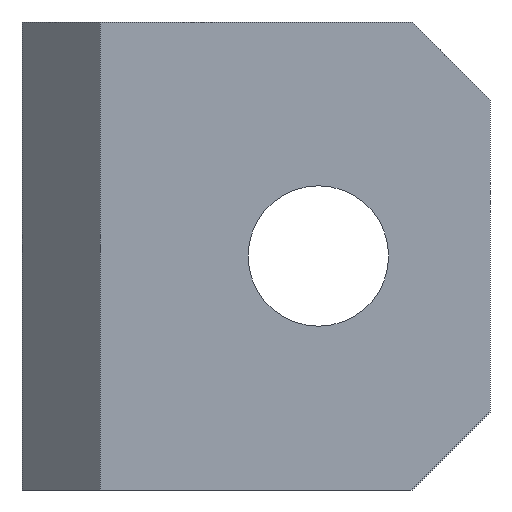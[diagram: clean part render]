
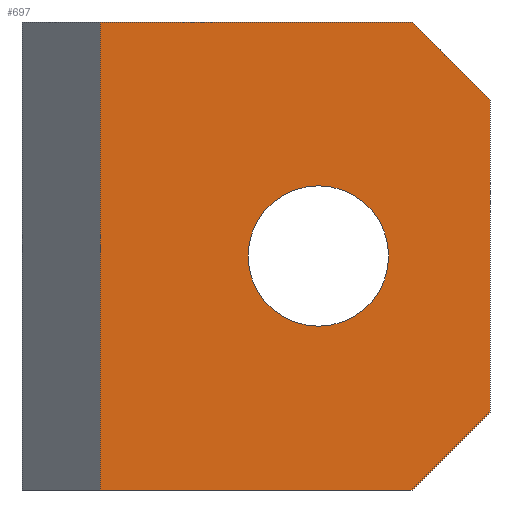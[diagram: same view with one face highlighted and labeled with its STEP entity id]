
A CAD part, front view. The second image highlights one B-rep face of the part: STEP entity #697.
In plain terms, the highlighted planar face has unit normal (0, -1, 0).
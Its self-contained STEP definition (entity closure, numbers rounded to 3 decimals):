
#26=DIRECTION('',(1.,0.,0.));
#27=VECTOR('',#26,20.);
#28=CARTESIAN_POINT('',(5.,-27.,-15.));
#29=LINE('',#28,#27);
#30=CARTESIAN_POINT('',(19.,-27.,0.));
#31=DIRECTION('',(0.,1.,0.));
#32=DIRECTION('',(1.,0.,0.));
#33=AXIS2_PLACEMENT_3D('',#30,#31,#32);
#35=CARTESIAN_POINT('',(19.,-27.,0.));
#36=DIRECTION('',(0.,1.,0.));
#37=DIRECTION('',(-1.,0.,0.));
#38=AXIS2_PLACEMENT_3D('',#35,#36,#37);
#40=DIRECTION('',(0.707,0.,0.707));
#41=VECTOR('',#40,7.071);
#42=CARTESIAN_POINT('',(25.,-27.,-15.));
#43=LINE('',#42,#41);
#44=DIRECTION('',(0.,0.,-1.));
#45=VECTOR('',#44,30.);
#46=CARTESIAN_POINT('',(5.,-27.,15.));
#47=LINE('',#46,#45);
#48=DIRECTION('',(-0.707,0.,0.707));
#49=VECTOR('',#48,7.071);
#50=CARTESIAN_POINT('',(30.,-27.,10.));
#51=LINE('',#50,#49);
#132=DIRECTION('',(0.,0.,1.));
#133=VECTOR('',#132,20.);
#134=CARTESIAN_POINT('',(30.,-27.,-10.));
#135=LINE('',#134,#133);
#148=DIRECTION('',(1.,0.,0.));
#149=VECTOR('',#148,20.);
#150=CARTESIAN_POINT('',(5.,-27.,15.));
#151=LINE('',#150,#149);
#511=CARTESIAN_POINT('',(23.5,-27.,0.));
#512=CARTESIAN_POINT('',(14.5,-27.,0.));
#513=VERTEX_POINT('',#511);
#514=VERTEX_POINT('',#512);
#519=CARTESIAN_POINT('',(5.,-27.,-15.));
#521=VERTEX_POINT('',#519);
#525=CARTESIAN_POINT('',(5.,-27.,15.));
#526=VERTEX_POINT('',#525);
#563=CARTESIAN_POINT('',(25.,-27.,-15.));
#564=CARTESIAN_POINT('',(30.,-27.,-10.));
#565=VERTEX_POINT('',#563);
#566=VERTEX_POINT('',#564);
#575=CARTESIAN_POINT('',(30.,-27.,10.));
#576=VERTEX_POINT('',#575);
#577=CARTESIAN_POINT('',(25.,-27.,15.));
#578=VERTEX_POINT('',#577);
#674=CARTESIAN_POINT('',(0.,-27.,-15.));
#675=DIRECTION('',(0.,-1.,0.));
#676=DIRECTION('',(1.,0.,0.));
#677=AXIS2_PLACEMENT_3D('',#674,#675,#676);
#678=PLANE('',#677);
#679=ORIENTED_EDGE('',*,*,#664,.F.);
#680=ORIENTED_EDGE('',*,*,#654,.F.);
#682=ORIENTED_EDGE('',*,*,#681,.F.);
#684=ORIENTED_EDGE('',*,*,#683,.T.);
#686=ORIENTED_EDGE('',*,*,#685,.F.);
#688=ORIENTED_EDGE('',*,*,#687,.F.);
#689=EDGE_LOOP('',(#679,#680,#682,#684,#686,#688));
#690=FACE_OUTER_BOUND('',#689,.F.);
#692=ORIENTED_EDGE('',*,*,#691,.F.);
#694=ORIENTED_EDGE('',*,*,#693,.F.);
#695=EDGE_LOOP('',(#692,#694));
#696=FACE_BOUND('',#695,.F.);
#697=ADVANCED_FACE('',(#690,#696),#678,.T.);
#34=CIRCLE('',#33,4.5);
#39=CIRCLE('',#38,4.5);
#654=EDGE_CURVE('',#521,#565,#29,.T.);
#664=EDGE_CURVE('',#565,#566,#43,.T.);
#681=EDGE_CURVE('',#526,#521,#47,.T.);
#683=EDGE_CURVE('',#526,#578,#151,.T.);
#685=EDGE_CURVE('',#576,#578,#51,.T.);
#687=EDGE_CURVE('',#566,#576,#135,.T.);
#691=EDGE_CURVE('',#513,#514,#34,.T.);
#693=EDGE_CURVE('',#514,#513,#39,.T.);
